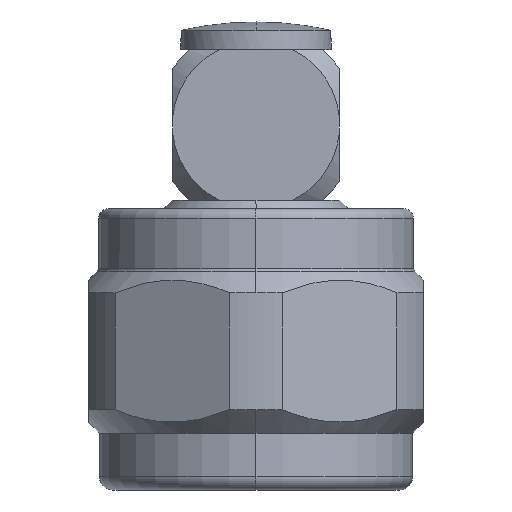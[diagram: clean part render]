
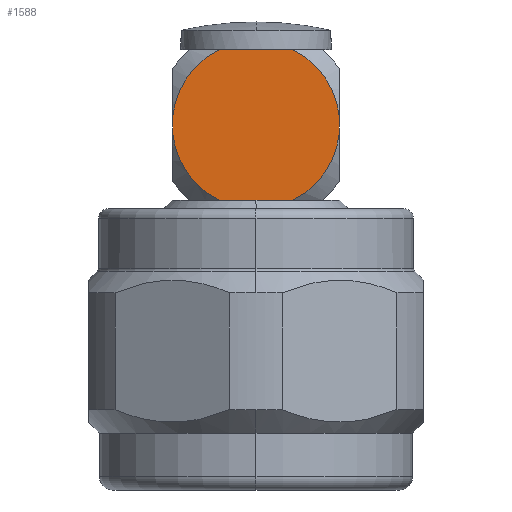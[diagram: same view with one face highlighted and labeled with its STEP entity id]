
A CAD part, front view. The second image highlights one B-rep face of the part: STEP entity #1588.
In plain terms, the highlighted planar face has unit normal (0, -1, 0).
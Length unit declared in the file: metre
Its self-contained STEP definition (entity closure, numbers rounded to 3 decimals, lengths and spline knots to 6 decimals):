
#1 = CARTESIAN_POINT ( 'NONE',  ( -0.004975, -0.005, 0.005526 ) ) ;
#47 = VERTEX_POINT ( 'NONE', #2184 ) ;
#57 = PLANE ( 'NONE',  #689 ) ;
#103 = VECTOR ( 'NONE', #2322, 1. ) ;
#247 = CARTESIAN_POINT ( 'NONE',  ( -0.004975, -0.005, 0.009526 ) ) ;
#268 = ORIENTED_EDGE ( 'NONE', *, *, #2132, .F. ) ;
#480 = ORIENTED_EDGE ( 'NONE', *, *, #3358, .T. ) ;
#545 = VECTOR ( 'NONE', #2374, 1. ) ;
#554 = CIRCLE ( 'NONE', #936, 0.005 ) ;
#558 = CIRCLE ( 'NONE', #2911, 0.005 ) ;
#563 = EDGE_CURVE ( 'NONE', #1342, #1986, #2903, .T. ) ;
#581 = VECTOR ( 'NONE', #2196, 1. ) ;
#592 = CARTESIAN_POINT ( 'NONE',  ( 0.004975, -0.005, 0.004527 ) ) ;
#621 = CARTESIAN_POINT ( 'NONE',  ( -0.004975, -0.005, 0.000526 ) ) ;
#689 = AXIS2_PLACEMENT_3D ( 'NONE', #734, #2203, #2997 ) ;
#734 = CARTESIAN_POINT ( 'NONE',  ( 0., -0.005, 0.005026 ) ) ;
#796 = EDGE_LOOP ( 'NONE', ( #268, #2729, #2066, #920, #480, #3436, #3695, #2640, #1056 ) ) ;
#844 = CARTESIAN_POINT ( 'NONE',  ( 0.004975, -0.005, 0.005526 ) ) ;
#889 = VERTEX_POINT ( 'NONE', #2425 ) ;
#920 = ORIENTED_EDGE ( 'NONE', *, *, #3776, .T. ) ;
#936 = AXIS2_PLACEMENT_3D ( 'NONE', #3320, #1570, #3628 ) ;
#975 = DIRECTION ( 'NONE',  ( 1., 0., 0. ) ) ;
#1006 = CIRCLE ( 'NONE', #1024, 0.005 ) ;
#1024 = AXIS2_PLACEMENT_3D ( 'NONE', #2415, #3617, #3343 ) ;
#1056 = ORIENTED_EDGE ( 'NONE', *, *, #3254, .T. ) ;
#1123 = EDGE_CURVE ( 'NONE', #1342, #1312, #1006, .T. ) ;
#1139 = DIRECTION ( 'NONE',  ( 0., 1., 0. ) ) ;
#1312 = VERTEX_POINT ( 'NONE', #2218 ) ;
#1342 = VERTEX_POINT ( 'NONE', #592 ) ;
#1505 = EDGE_CURVE ( 'NONE', #1986, #3287, #558, .T. ) ;
#1570 = DIRECTION ( 'NONE',  ( 0., 1., 0. ) ) ;
#1588 = ADVANCED_FACE ( 'NONE', ( #2794 ), #57, .F. ) ;
#1625 = DIRECTION ( 'NONE',  ( 1., 0., 0. ) ) ;
#1702 = LINE ( 'NONE', #247, #103 ) ;
#1871 = DIRECTION ( 'NONE',  ( 0., 0., -1. ) ) ;
#1901 = CARTESIAN_POINT ( 'NONE',  ( -0.002179, -0.005, 0.000526 ) ) ;
#1935 = VECTOR ( 'NONE', #1871, 1. ) ;
#1986 = VERTEX_POINT ( 'NONE', #844 ) ;
#2045 = CARTESIAN_POINT ( 'NONE',  ( 0.002179, -0.005, 0.009526 ) ) ;
#2066 = ORIENTED_EDGE ( 'NONE', *, *, #3227, .F. ) ;
#2092 = AXIS2_PLACEMENT_3D ( 'NONE', #2891, #1139, #3187 ) ;
#2132 = EDGE_CURVE ( 'NONE', #3607, #2574, #554, .T. ) ;
#2184 = CARTESIAN_POINT ( 'NONE',  ( 0., -0.005, 0.000526 ) ) ;
#2196 = DIRECTION ( 'NONE',  ( 0., 0., 1. ) ) ;
#2203 = DIRECTION ( 'NONE',  ( 0., 1., 0. ) ) ;
#2218 = CARTESIAN_POINT ( 'NONE',  ( 0.002179, -0.005, 0.000526 ) ) ;
#2322 = DIRECTION ( 'NONE',  ( -1., 0., 0. ) ) ;
#2374 = DIRECTION ( 'NONE',  ( 1., 0., 0. ) ) ;
#2415 = CARTESIAN_POINT ( 'NONE',  ( 0., -0.005, 0.005026 ) ) ;
#2425 = CARTESIAN_POINT ( 'NONE',  ( -0.004975, -0.005, 0.004527 ) ) ;
#2462 = CARTESIAN_POINT ( 'NONE',  ( 0., -0.005, 0.005026 ) ) ;
#2466 = CIRCLE ( 'NONE', #2092, 0.005 ) ;
#2490 = CARTESIAN_POINT ( 'NONE',  ( 0.004975, -0.005, 0.009526 ) ) ;
#2574 = VERTEX_POINT ( 'NONE', #2848 ) ;
#2640 = ORIENTED_EDGE ( 'NONE', *, *, #1505, .T. ) ;
#2729 = ORIENTED_EDGE ( 'NONE', *, *, #2944, .T. ) ;
#2771 = VECTOR ( 'NONE', #1625, 1. ) ;
#2794 = FACE_OUTER_BOUND ( 'NONE', #796, .T. ) ;
#2848 = CARTESIAN_POINT ( 'NONE',  ( -0.002179, -0.005, 0.009526 ) ) ;
#2868 = LINE ( 'NONE', #3375, #2771 ) ;
#2891 = CARTESIAN_POINT ( 'NONE',  ( 0., -0.005, 0.005026 ) ) ;
#2903 = LINE ( 'NONE', #2490, #581 ) ;
#2911 = AXIS2_PLACEMENT_3D ( 'NONE', #2462, #3103, #975 ) ;
#2944 = EDGE_CURVE ( 'NONE', #3607, #889, #3692, .T. ) ;
#2997 = DIRECTION ( 'NONE',  ( -1., 0., 0. ) ) ;
#3103 = DIRECTION ( 'NONE',  ( 0., -1., 0. ) ) ;
#3187 = DIRECTION ( 'NONE',  ( -1., 0., 0. ) ) ;
#3227 = EDGE_CURVE ( 'NONE', #3400, #889, #2466, .T. ) ;
#3254 = EDGE_CURVE ( 'NONE', #3287, #2574, #1702, .T. ) ;
#3287 = VERTEX_POINT ( 'NONE', #2045 ) ;
#3320 = CARTESIAN_POINT ( 'NONE',  ( 0., -0.005, 0.005026 ) ) ;
#3343 = DIRECTION ( 'NONE',  ( -1., 0., 0. ) ) ;
#3358 = EDGE_CURVE ( 'NONE', #47, #1312, #3586, .T. ) ;
#3375 = CARTESIAN_POINT ( 'NONE',  ( -0.004975, -0.005, 0.000526 ) ) ;
#3400 = VERTEX_POINT ( 'NONE', #1901 ) ;
#3436 = ORIENTED_EDGE ( 'NONE', *, *, #1123, .F. ) ;
#3586 = LINE ( 'NONE', #621, #545 ) ;
#3607 = VERTEX_POINT ( 'NONE', #1 ) ;
#3617 = DIRECTION ( 'NONE',  ( 0., 1., 0. ) ) ;
#3628 = DIRECTION ( 'NONE',  ( -1., 0., 0. ) ) ;
#3637 = CARTESIAN_POINT ( 'NONE',  ( -0.004975, -0.005, 0.009526 ) ) ;
#3692 = LINE ( 'NONE', #3637, #1935 ) ;
#3695 = ORIENTED_EDGE ( 'NONE', *, *, #563, .T. ) ;
#3776 = EDGE_CURVE ( 'NONE', #3400, #47, #2868, .T. ) ;
